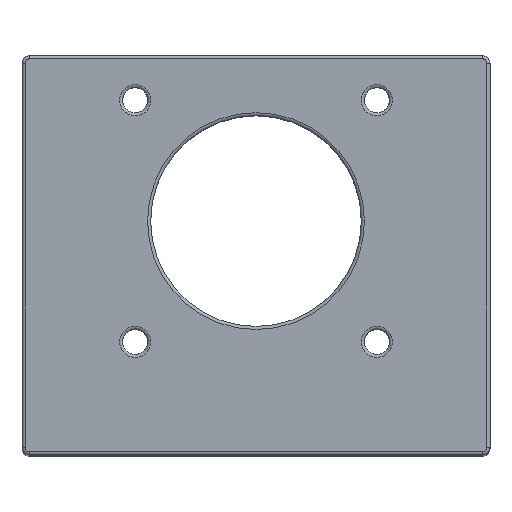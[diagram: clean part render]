
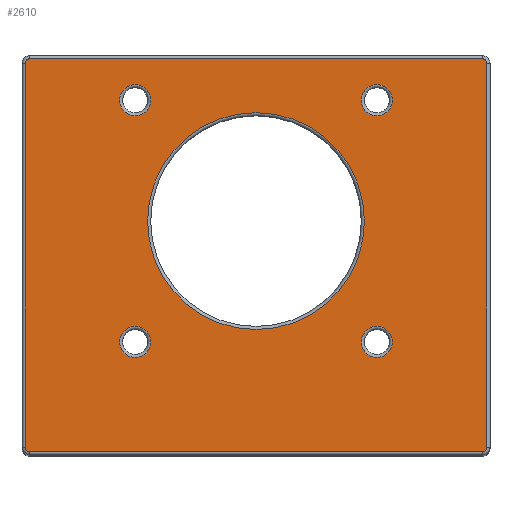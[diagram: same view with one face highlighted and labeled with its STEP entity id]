
A CAD part, top view. The second image highlights one B-rep face of the part: STEP entity #2610.
In plain terms, the highlighted planar face has unit normal (0, 0, 1).
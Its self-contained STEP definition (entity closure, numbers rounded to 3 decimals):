
#89=FACE_BOUND('',#765,.T.);
#90=FACE_BOUND('',#766,.T.);
#91=FACE_BOUND('',#767,.T.);
#92=FACE_BOUND('',#768,.T.);
#93=FACE_BOUND('',#769,.T.);
#159=LINE('',#6228,#330);
#160=LINE('',#6232,#331);
#161=LINE('',#6236,#332);
#162=LINE('',#6240,#333);
#330=VECTOR('',#3228,10.);
#331=VECTOR('',#3231,10.);
#332=VECTOR('',#3234,10.);
#333=VECTOR('',#3237,10.);
#493=PLANE('',#2820);
#592=FACE_OUTER_BOUND('',#764,.T.);
#764=EDGE_LOOP('',(#1871,#1872,#1873,#1874,#1875,#1876,#1877,#1878));
#765=EDGE_LOOP('',(#1879));
#766=EDGE_LOOP('',(#1880));
#767=EDGE_LOOP('',(#1881));
#768=EDGE_LOOP('',(#1882));
#769=EDGE_LOOP('',(#1883));
#965=CIRCLE('',#2818,13.9);
#967=CIRCLE('',#2821,0.6);
#968=CIRCLE('',#2822,0.6);
#969=CIRCLE('',#2823,0.6);
#970=CIRCLE('',#2824,0.6);
#971=CIRCLE('',#2825,2.);
#972=CIRCLE('',#2826,2.);
#973=CIRCLE('',#2827,2.);
#974=CIRCLE('',#2828,2.);
#1173=VERTEX_POINT('',#6222);
#1174=VERTEX_POINT('',#6226);
#1175=VERTEX_POINT('',#6227);
#1176=VERTEX_POINT('',#6229);
#1177=VERTEX_POINT('',#6231);
#1178=VERTEX_POINT('',#6233);
#1179=VERTEX_POINT('',#6235);
#1180=VERTEX_POINT('',#6237);
#1181=VERTEX_POINT('',#6239);
#1182=VERTEX_POINT('',#6242);
#1183=VERTEX_POINT('',#6244);
#1184=VERTEX_POINT('',#6246);
#1185=VERTEX_POINT('',#6248);
#1434=EDGE_CURVE('',#1173,#1173,#965,.T.);
#1436=EDGE_CURVE('',#1174,#1175,#159,.T.);
#1437=EDGE_CURVE('',#1176,#1174,#967,.T.);
#1438=EDGE_CURVE('',#1177,#1176,#160,.T.);
#1439=EDGE_CURVE('',#1178,#1177,#968,.T.);
#1440=EDGE_CURVE('',#1179,#1178,#161,.T.);
#1441=EDGE_CURVE('',#1180,#1179,#969,.T.);
#1442=EDGE_CURVE('',#1181,#1180,#162,.T.);
#1443=EDGE_CURVE('',#1175,#1181,#970,.T.);
#1444=EDGE_CURVE('',#1182,#1182,#971,.T.);
#1445=EDGE_CURVE('',#1183,#1183,#972,.T.);
#1446=EDGE_CURVE('',#1184,#1184,#973,.T.);
#1447=EDGE_CURVE('',#1185,#1185,#974,.T.);
#1871=ORIENTED_EDGE('',*,*,#1436,.F.);
#1872=ORIENTED_EDGE('',*,*,#1437,.F.);
#1873=ORIENTED_EDGE('',*,*,#1438,.F.);
#1874=ORIENTED_EDGE('',*,*,#1439,.F.);
#1875=ORIENTED_EDGE('',*,*,#1440,.F.);
#1876=ORIENTED_EDGE('',*,*,#1441,.F.);
#1877=ORIENTED_EDGE('',*,*,#1442,.F.);
#1878=ORIENTED_EDGE('',*,*,#1443,.F.);
#1879=ORIENTED_EDGE('',*,*,#1444,.F.);
#1880=ORIENTED_EDGE('',*,*,#1445,.F.);
#1881=ORIENTED_EDGE('',*,*,#1446,.F.);
#1882=ORIENTED_EDGE('',*,*,#1447,.F.);
#1883=ORIENTED_EDGE('',*,*,#1434,.F.);
#2610=ADVANCED_FACE('',(#592,#89,#90,#91,#92,#93),#493,.T.);
#2818=AXIS2_PLACEMENT_3D('',#6223,#3222,#3223);
#2820=AXIS2_PLACEMENT_3D('',#6225,#3226,#3227);
#2821=AXIS2_PLACEMENT_3D('',#6230,#3229,#3230);
#2822=AXIS2_PLACEMENT_3D('',#6234,#3232,#3233);
#2823=AXIS2_PLACEMENT_3D('',#6238,#3235,#3236);
#2824=AXIS2_PLACEMENT_3D('',#6241,#3238,#3239);
#2825=AXIS2_PLACEMENT_3D('',#6243,#3240,#3241);
#2826=AXIS2_PLACEMENT_3D('',#6245,#3242,#3243);
#2827=AXIS2_PLACEMENT_3D('',#6247,#3244,#3245);
#2828=AXIS2_PLACEMENT_3D('',#6249,#3246,#3247);
#3222=DIRECTION('center_axis',(0.,0.,1.));
#3223=DIRECTION('ref_axis',(1.,0.,0.));
#3226=DIRECTION('center_axis',(0.,0.,1.));
#3227=DIRECTION('ref_axis',(-1.,0.,0.));
#3228=DIRECTION('',(0.,1.,0.));
#3229=DIRECTION('center_axis',(0.,0.,-1.));
#3230=DIRECTION('ref_axis',(-0.707,-0.707,0.));
#3231=DIRECTION('',(-1.,0.,0.));
#3232=DIRECTION('center_axis',(0.,0.,-1.));
#3233=DIRECTION('ref_axis',(0.707,-0.707,0.));
#3234=DIRECTION('',(0.,-1.,0.));
#3235=DIRECTION('center_axis',(0.,0.,-1.));
#3236=DIRECTION('ref_axis',(0.707,0.707,0.));
#3237=DIRECTION('',(1.,0.,0.));
#3238=DIRECTION('center_axis',(0.,0.,-1.));
#3239=DIRECTION('ref_axis',(-0.707,0.707,0.));
#3240=DIRECTION('center_axis',(0.,0.,1.));
#3241=DIRECTION('ref_axis',(-1.,0.,0.));
#3242=DIRECTION('center_axis',(0.,0.,1.));
#3243=DIRECTION('ref_axis',(-1.,0.,0.));
#3244=DIRECTION('center_axis',(0.,0.,1.));
#3245=DIRECTION('ref_axis',(-1.,0.,0.));
#3246=DIRECTION('center_axis',(0.,0.,1.));
#3247=DIRECTION('ref_axis',(-1.,0.,0.));
#6222=CARTESIAN_POINT('',(13.9,22.,69.65));
#6223=CARTESIAN_POINT('Origin',(0.,22.,69.65));
#6225=CARTESIAN_POINT('Origin',(30.,0.,69.65));
#6226=CARTESIAN_POINT('',(-29.6,-7.,69.65));
#6227=CARTESIAN_POINT('',(-29.6,42.209,69.65));
#6228=CARTESIAN_POINT('',(-29.6,0.,69.65));
#6229=CARTESIAN_POINT('',(-29.,-7.6,69.65));
#6230=CARTESIAN_POINT('Origin',(-29.,-7.,69.65));
#6231=CARTESIAN_POINT('',(29.,-7.6,69.65));
#6232=CARTESIAN_POINT('',(15.,-7.6,69.65));
#6233=CARTESIAN_POINT('',(29.6,-7.,69.65));
#6234=CARTESIAN_POINT('Origin',(29.,-7.,69.65));
#6235=CARTESIAN_POINT('',(29.6,42.209,69.65));
#6236=CARTESIAN_POINT('',(29.6,0.,69.65));
#6237=CARTESIAN_POINT('',(29.,42.809,69.65));
#6238=CARTESIAN_POINT('Origin',(29.,42.209,69.65));
#6239=CARTESIAN_POINT('',(-29.,42.809,69.65));
#6240=CARTESIAN_POINT('',(0.,42.809,69.65));
#6241=CARTESIAN_POINT('Origin',(-29.,42.209,69.65));
#6242=CARTESIAN_POINT('',(17.494,6.506,69.65));
#6243=CARTESIAN_POINT('Origin',(15.494,6.506,69.65));
#6244=CARTESIAN_POINT('',(-13.494,37.494,69.65));
#6245=CARTESIAN_POINT('Origin',(-15.494,37.494,69.65));
#6246=CARTESIAN_POINT('',(-13.494,6.506,69.65));
#6247=CARTESIAN_POINT('Origin',(-15.494,6.506,69.65));
#6248=CARTESIAN_POINT('',(17.494,37.494,69.65));
#6249=CARTESIAN_POINT('Origin',(15.494,37.494,69.65));
